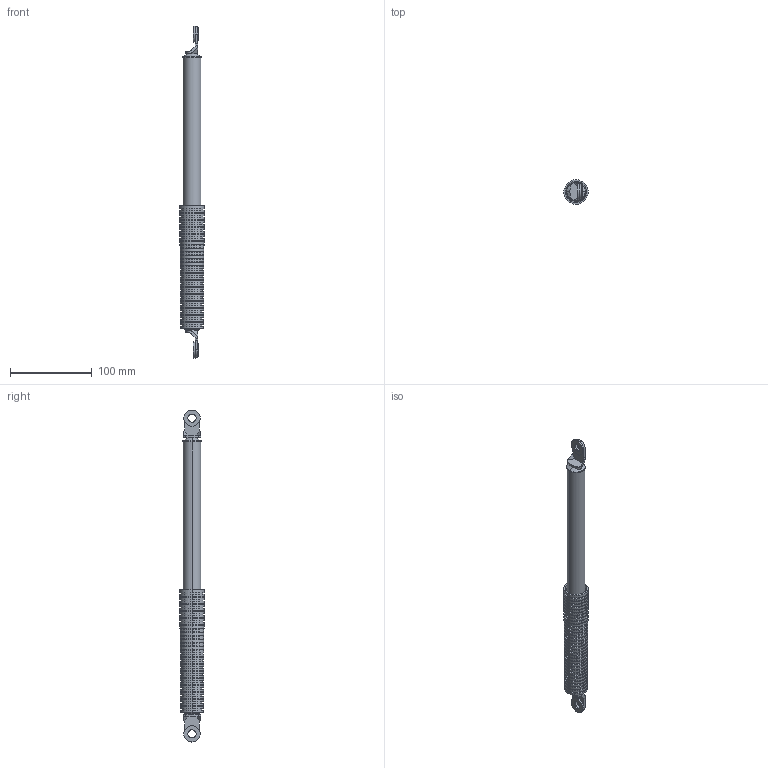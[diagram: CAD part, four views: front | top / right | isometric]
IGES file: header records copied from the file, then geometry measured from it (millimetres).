
Start section: ------------------------------------------------------------------------
Global section: file name: PC14.1516.TM_363_100_20_27832.igs; native system: spGate; preprocessor: ver16.7.1; author: Unknown; organization: Unknown; date: 201104.101714; units: millimetre
Bounding box: 30 x 29.95 x 406 mm (x, y, z)
Volume: 119085.4 mm3; surface area: 60426.7 mm2
Topology: 7 solids, 7 shells, 323 faces, 679 edges, 444 vertices
Faces by surface type: bspline 323
